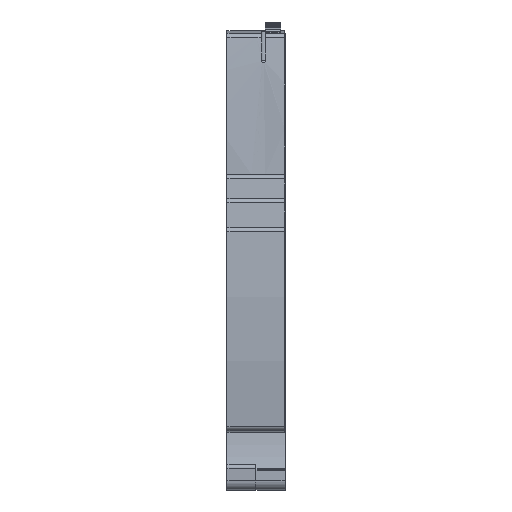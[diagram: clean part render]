
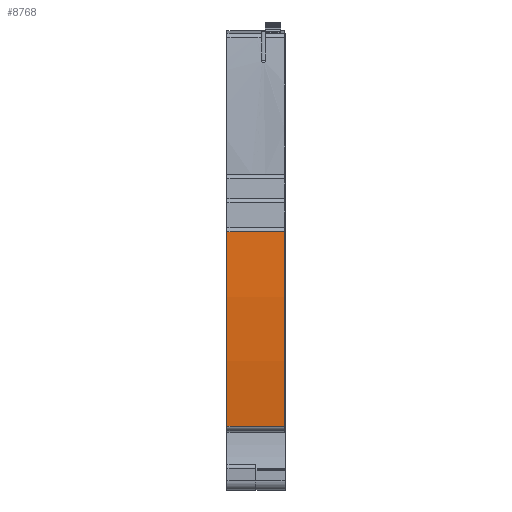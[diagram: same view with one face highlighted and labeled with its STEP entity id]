
A CAD part, front view. The second image highlights one B-rep face of the part: STEP entity #8768.
In plain terms, the highlighted cylindrical face has radius 202 mm (diameter 404 mm), a partial arc.
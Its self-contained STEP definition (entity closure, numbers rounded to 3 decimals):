
#759=AXIS2_PLACEMENT_3D('Circle Axis2P3D',#757,#758,$) ;
#4310=AXIS2_PLACEMENT_3D('Circle Axis2P3D',#4308,#4309,$) ;
#8755=AXIS2_PLACEMENT_3D('Cylinder Axis2P3D',#8752,#8753,#8754) ;
#754=CARTESIAN_POINT('Vertex',(12.05,0.609,53.828)) ;
#757=CARTESIAN_POINT('Axis2P3D Location',(12.05,202.,38.15)) ;
#761=CARTESIAN_POINT('Vertex',(12.05,1.531,13.327)) ;
#4305=CARTESIAN_POINT('Vertex',(0.,1.531,13.327)) ;
#4308=CARTESIAN_POINT('Axis2P3D Location',(0.,202.,38.15)) ;
#4312=CARTESIAN_POINT('Vertex',(0.,0.609,53.828)) ;
#8739=CARTESIAN_POINT('Line Origine',(1.94,0.609,53.828)) ;
#8752=CARTESIAN_POINT('Axis2P3D Location',(2.55,202.,38.15)) ;
#8757=CARTESIAN_POINT('Line Origine',(2.55,1.531,13.327)) ;
#758=DIRECTION('Axis2P3D Direction',(1.,0.,0.)) ;
#4309=DIRECTION('Axis2P3D Direction',(1.,0.,0.)) ;
#8740=DIRECTION('Vector Direction',(1.,0.,0.)) ;
#8753=DIRECTION('Axis2P3D Direction',(1.,0.,0.)) ;
#8754=DIRECTION('Axis2P3D XDirection',(0.,-0.997,0.082)) ;
#8758=DIRECTION('Vector Direction',(1.,0.,0.)) ;
#8741=VECTOR('Line Direction',#8740,1.) ;
#8759=VECTOR('Line Direction',#8758,1.) ;
#8763=ORIENTED_EDGE('',*,*,#4314,.T.) ;
#8764=ORIENTED_EDGE('',*,*,#8761,.F.) ;
#8765=ORIENTED_EDGE('',*,*,#763,.F.) ;
#8766=ORIENTED_EDGE('',*,*,#8743,.T.) ;
#8768=ADVANCED_FACE('KLEMME',(#8767),#8756,.T.) ;
#760=CIRCLE('generated circle',#759,202.) ;
#4311=CIRCLE('generated circle',#4310,202.) ;
#8756=CYLINDRICAL_SURFACE('generated cylinder',#8755,202.) ;
#763=EDGE_CURVE('',#755,#762,#760,.T.) ;
#4314=EDGE_CURVE('',#4313,#4306,#4311,.T.) ;
#8743=EDGE_CURVE('',#755,#4313,#8742,.F.) ;
#8761=EDGE_CURVE('',#762,#4306,#8760,.F.) ;
#8762=EDGE_LOOP('',(#8763,#8764,#8765,#8766)) ;
#8767=FACE_OUTER_BOUND('',#8762,.T.) ;
#8742=LINE('Line',#8739,#8741) ;
#8760=LINE('Line',#8757,#8759) ;
#755=VERTEX_POINT('',#754) ;
#762=VERTEX_POINT('',#761) ;
#4306=VERTEX_POINT('',#4305) ;
#4313=VERTEX_POINT('',#4312) ;
